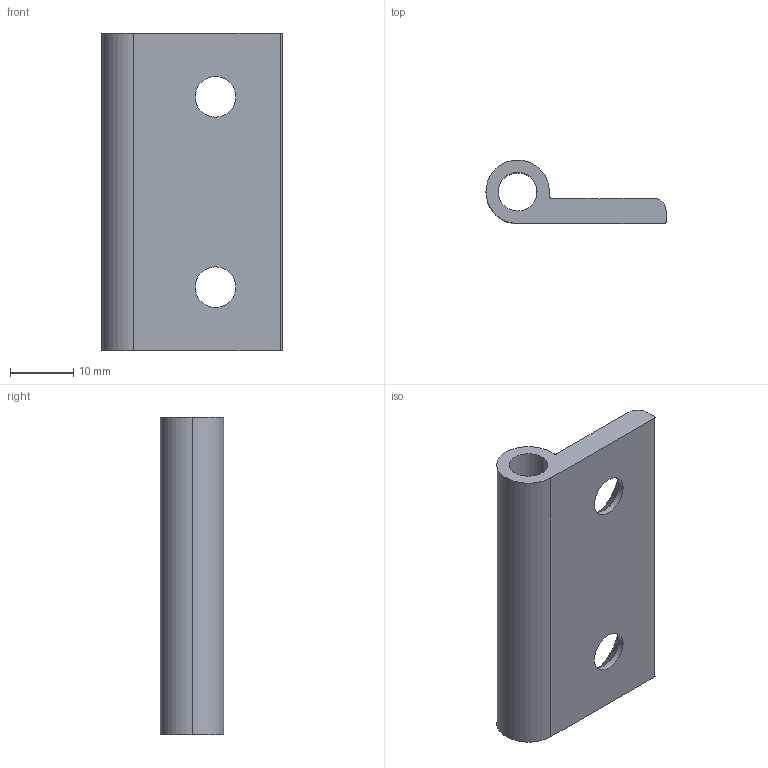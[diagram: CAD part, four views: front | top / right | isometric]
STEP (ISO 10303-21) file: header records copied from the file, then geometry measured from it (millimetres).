
FILE_DESCRIPTION (( 'STEP AP214' ), '1' );
FILE_NAME ('095ah25.STEP', '2014-08-14T10:27:37', ( '' ), ( '' ), 'SwSTEP 2.0', 'SolidWorks 2014', '' );
FILE_SCHEMA (( 'AUTOMOTIVE_DESIGN' ));
Length unit declared in the file: millimetre
Products named in the file (1): 095ah25
Bounding box: 28.4 x 10 x 50 mm (x, y, z)
Volume: 5875.2 mm3; surface area: 4664.4 mm2
Topology: 1 solids, 1 shells, 28 faces, 80 edges, 52 vertices
Faces by surface type: plane 13, cylinder 11, cone 4
Entity records: 976 total; most frequent: CARTESIAN_POINT 185, DIRECTION 160, ORIENTED_EDGE 160, EDGE_CURVE 80, AXIS2_PLACEMENT_3D 59, VERTEX_POINT 52, VECTOR 42, LINE 42
